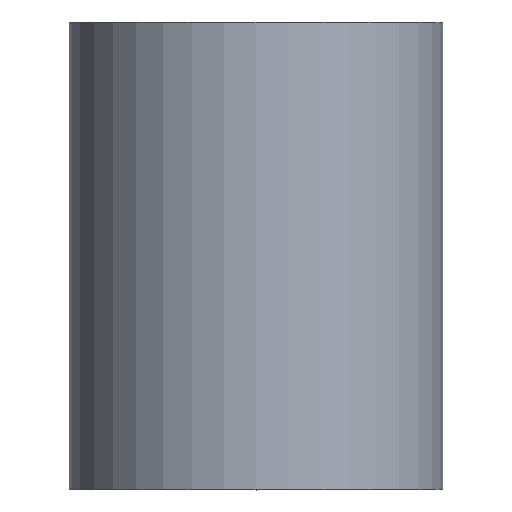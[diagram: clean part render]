
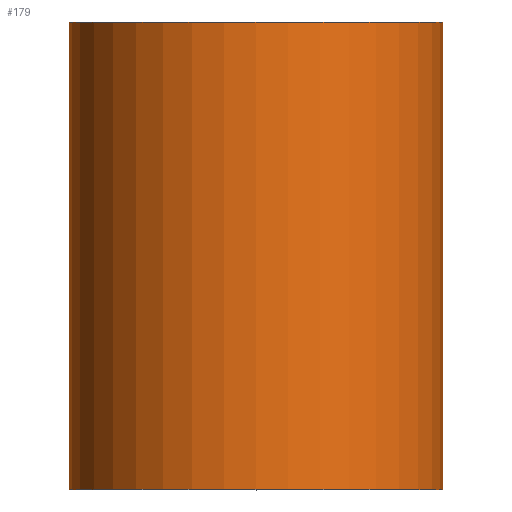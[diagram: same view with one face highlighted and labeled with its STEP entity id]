
A CAD part, top view. The second image highlights one B-rep face of the part: STEP entity #179.
In plain terms, the highlighted cylindrical face has radius 40 mm (diameter 80 mm), a full revolution.
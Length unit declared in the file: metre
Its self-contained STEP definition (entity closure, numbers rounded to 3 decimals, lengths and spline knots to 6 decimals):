
#179 = ADVANCED_FACE( '', ( #198, #199 ), #200, .T. );
#198 = FACE_OUTER_BOUND( '', #207, .T. );
#199 = FACE_OUTER_BOUND( '', #208, .T. );
#200 = CYLINDRICAL_SURFACE( '', #209, 0.04 );
#207 = EDGE_LOOP( '', ( #217 ) );
#208 = EDGE_LOOP( '', ( #218 ) );
#209 = AXIS2_PLACEMENT_3D( '', #219, #220, #221 );
#217 = ORIENTED_EDGE( '', *, *, #227, .T. );
#218 = ORIENTED_EDGE( '', *, *, #226, .T. );
#219 = CARTESIAN_POINT( '', ( 0., 0., 0. ) );
#220 = DIRECTION( '', ( 0., 0., -1. ) );
#221 = DIRECTION( '', ( 1., 0., 0. ) );
#226 = EDGE_CURVE( '', #228, #228, #229, .T. );
#227 = EDGE_CURVE( '', #230, #230, #231, .T. );
#228 = VERTEX_POINT( '', #232 );
#229 = CIRCLE( '', #233, 0.04 );
#230 = VERTEX_POINT( '', #234 );
#231 = CIRCLE( '', #235, 0.04 );
#232 = CARTESIAN_POINT( '', ( 0.04, 0., 0. ) );
#233 = AXIS2_PLACEMENT_3D( '', #236, #237, #238 );
#234 = CARTESIAN_POINT( '', ( 0.04, 0., 0.1 ) );
#235 = AXIS2_PLACEMENT_3D( '', #239, #240, #241 );
#236 = CARTESIAN_POINT( '', ( 0., 0., 0. ) );
#237 = DIRECTION( '', ( 0., 0., 1. ) );
#238 = DIRECTION( '', ( 1., 0., 0. ) );
#239 = CARTESIAN_POINT( '', ( 0., 0., 0.1 ) );
#240 = DIRECTION( '', ( 0., 0., -1. ) );
#241 = DIRECTION( '', ( 1., 0., 0. ) );
